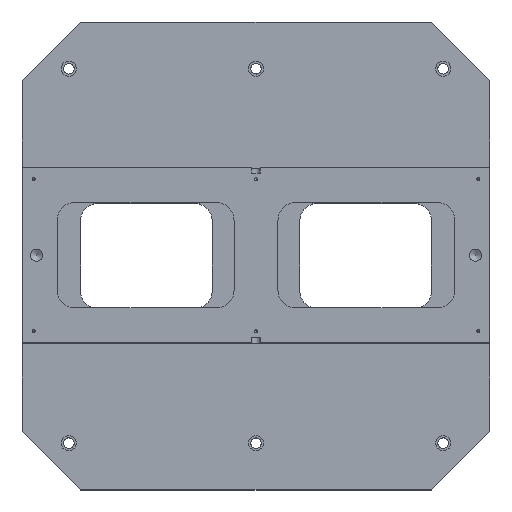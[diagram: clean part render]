
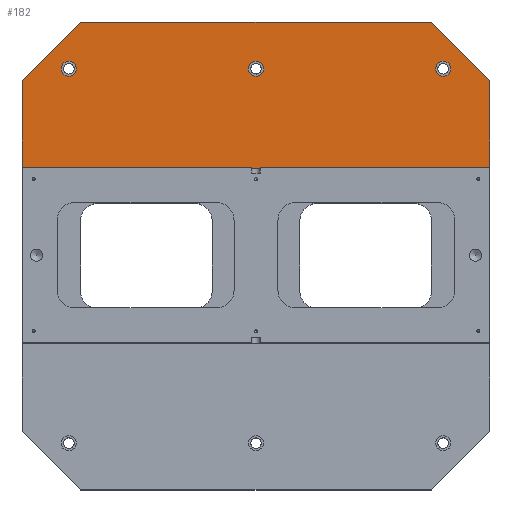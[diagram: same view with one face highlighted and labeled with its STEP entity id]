
A CAD part, top view. The second image highlights one B-rep face of the part: STEP entity #182.
In plain terms, the highlighted planar face has unit normal (0, 0, 1).
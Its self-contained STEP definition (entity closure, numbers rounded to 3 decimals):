
#182 = ADVANCED_FACE( '', ( #742, #743, #744, #745 ), #746, .F. );
#742 = FACE_BOUND( '', #1677, .T. );
#743 = FACE_BOUND( '', #1678, .T. );
#744 = FACE_BOUND( '', #1679, .T. );
#745 = FACE_OUTER_BOUND( '', #1680, .T. );
#746 = PLANE( '', #1681 );
#1677 = EDGE_LOOP( '', ( #3516 ) );
#1678 = EDGE_LOOP( '', ( #3517 ) );
#1679 = EDGE_LOOP( '', ( #3518 ) );
#1680 = EDGE_LOOP( '', ( #3519, #3520, #3521, #3522, #3523, #3524 ) );
#1681 = AXIS2_PLACEMENT_3D( '', #3525, #3526, #3527 );
#3516 = ORIENTED_EDGE( '', *, *, #6625, .T. );
#3517 = ORIENTED_EDGE( '', *, *, #6626, .T. );
#3518 = ORIENTED_EDGE( '', *, *, #6262, .T. );
#3519 = ORIENTED_EDGE( '', *, *, #6627, .T. );
#3520 = ORIENTED_EDGE( '', *, *, #6628, .T. );
#3521 = ORIENTED_EDGE( '', *, *, #6451, .T. );
#3522 = ORIENTED_EDGE( '', *, *, #6282, .F. );
#3523 = ORIENTED_EDGE( '', *, *, #6573, .T. );
#3524 = ORIENTED_EDGE( '', *, *, #6629, .T. );
#3525 = CARTESIAN_POINT( '', ( -400., 400., 50. ) );
#3526 = DIRECTION( '', ( 0., 0., -1. ) );
#3527 = DIRECTION( '', ( -1., 0., 0. ) );
#6262 = EDGE_CURVE( '', #7658, #7658, #7659, .T. );
#6282 = EDGE_CURVE( '', #7691, #7693, #7694, .T. );
#6451 = EDGE_CURVE( '', #8017, #7693, #8018, .T. );
#6573 = EDGE_CURVE( '', #7691, #8246, #8248, .T. );
#6625 = EDGE_CURVE( '', #8346, #8346, #8347, .T. );
#6626 = EDGE_CURVE( '', #8348, #8348, #8349, .T. );
#6627 = EDGE_CURVE( '', #8350, #8351, #8352, .T. );
#6628 = EDGE_CURVE( '', #8351, #8017, #8353, .F. );
#6629 = EDGE_CURVE( '', #8246, #8350, #8354, .F. );
#7658 = VERTEX_POINT( '', #10506 );
#7659 = CIRCLE( '', #10507, 13. );
#7691 = VERTEX_POINT( '', #10551 );
#7693 = VERTEX_POINT( '', #10554 );
#7694 = LINE( '', #10555, #10556 );
#8017 = VERTEX_POINT( '', #11031 );
#8018 = LINE( '', #11032, #11033 );
#8246 = VERTEX_POINT( '', #11380 );
#8248 = LINE( '', #11383, #11384 );
#8346 = VERTEX_POINT( '', #11533 );
#8347 = CIRCLE( '', #11534, 13. );
#8348 = VERTEX_POINT( '', #11535 );
#8349 = CIRCLE( '', #11536, 13. );
#8350 = VERTEX_POINT( '', #11537 );
#8351 = VERTEX_POINT( '', #11538 );
#8352 = LINE( '', #11539, #11540 );
#8353 = LINE( '', #11541, #11542 );
#8354 = LINE( '', #11543, #11544 );
#10506 = CARTESIAN_POINT( '', ( 0., 307., 50. ) );
#10507 = AXIS2_PLACEMENT_3D( '', #13014, #13015, #13016 );
#10551 = CARTESIAN_POINT( '', ( 400., 150., 50. ) );
#10554 = CARTESIAN_POINT( '', ( -400., 150., 50. ) );
#10555 = CARTESIAN_POINT( '', ( -400., 150., 50. ) );
#10556 = VECTOR( '', #13048, 1000. );
#11031 = CARTESIAN_POINT( '', ( -400., 300., 50. ) );
#11032 = CARTESIAN_POINT( '', ( -400., 400., 50. ) );
#11033 = VECTOR( '', #13249, 1000. );
#11380 = CARTESIAN_POINT( '', ( 400., 300., 50. ) );
#11383 = CARTESIAN_POINT( '', ( 400., -400., 50. ) );
#11384 = VECTOR( '', #13373, 1000. );
#11533 = CARTESIAN_POINT( '', ( -320., 307., 50. ) );
#11534 = AXIS2_PLACEMENT_3D( '', #13425, #13426, #13427 );
#11535 = CARTESIAN_POINT( '', ( 320., 307., 50. ) );
#11536 = AXIS2_PLACEMENT_3D( '', #13428, #13429, #13430 );
#11537 = CARTESIAN_POINT( '', ( 300., 400., 50. ) );
#11538 = CARTESIAN_POINT( '', ( -300., 400., 50. ) );
#11539 = CARTESIAN_POINT( '', ( 400., 400., 50. ) );
#11540 = VECTOR( '', #13431, 1000. );
#11541 = CARTESIAN_POINT( '', ( -400., 300., 50. ) );
#11542 = VECTOR( '', #13432, 1000. );
#11543 = CARTESIAN_POINT( '', ( 300., 400., 50. ) );
#11544 = VECTOR( '', #13433, 1000. );
#13014 = CARTESIAN_POINT( '', ( 0., 320., 50. ) );
#13015 = DIRECTION( '', ( 0., 0., -1. ) );
#13016 = DIRECTION( '', ( 0., -1., 0. ) );
#13048 = DIRECTION( '', ( -1., 0., 0. ) );
#13249 = DIRECTION( '', ( 0., -1., 0. ) );
#13373 = DIRECTION( '', ( 0., 1., 0. ) );
#13425 = CARTESIAN_POINT( '', ( -320., 320., 50. ) );
#13426 = DIRECTION( '', ( 0., 0., -1. ) );
#13427 = DIRECTION( '', ( 0., -1., 0. ) );
#13428 = CARTESIAN_POINT( '', ( 320., 320., 50. ) );
#13429 = DIRECTION( '', ( 0., 0., -1. ) );
#13430 = DIRECTION( '', ( 0., -1., 0. ) );
#13431 = DIRECTION( '', ( -1., 0., 0. ) );
#13432 = DIRECTION( '', ( 0.707, 0.707, 0. ) );
#13433 = DIRECTION( '', ( 0.707, -0.707, 0. ) );
